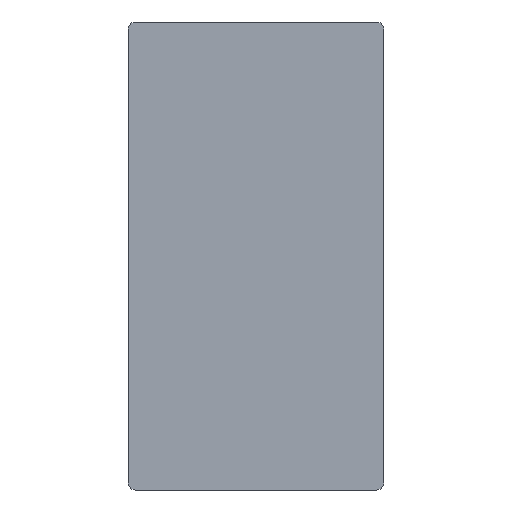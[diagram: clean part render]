
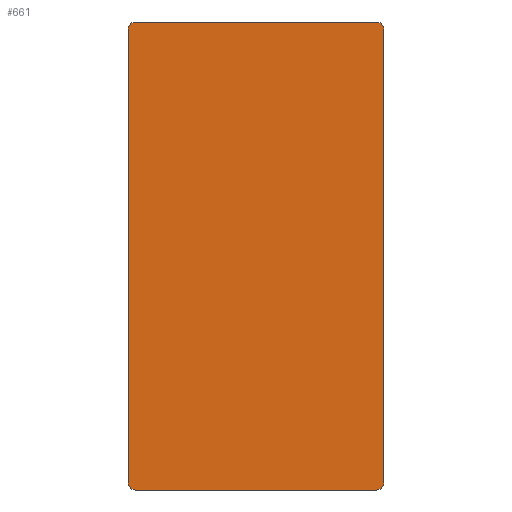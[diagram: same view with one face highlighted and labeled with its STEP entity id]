
A CAD part, front view. The second image highlights one B-rep face of the part: STEP entity #661.
In plain terms, the highlighted planar face has unit normal (0, -1, 0).
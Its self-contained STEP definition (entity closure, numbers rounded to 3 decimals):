
#19=CIRCLE('',#707,1.5);
#20=CIRCLE('',#710,1.5);
#21=CIRCLE('',#711,1.5);
#22=CIRCLE('',#712,1.5);
#81=FACE_OUTER_BOUND('',#125,.T.);
#125=EDGE_LOOP('',(#501,#502,#503,#504,#505,#506,#507,#508));
#197=LINE('',#1046,#260);
#200=LINE('',#1052,#263);
#201=LINE('',#1056,#264);
#202=LINE('',#1060,#265);
#260=VECTOR('',#831,10.);
#263=VECTOR('',#836,10.);
#264=VECTOR('',#839,10.);
#265=VECTOR('',#842,10.);
#316=VERTEX_POINT('',#1039);
#317=VERTEX_POINT('',#1041);
#318=VERTEX_POINT('',#1045);
#320=VERTEX_POINT('',#1051);
#321=VERTEX_POINT('',#1053);
#322=VERTEX_POINT('',#1055);
#323=VERTEX_POINT('',#1057);
#324=VERTEX_POINT('',#1059);
#386=EDGE_CURVE('',#316,#317,#19,.T.);
#388=EDGE_CURVE('',#318,#317,#197,.T.);
#391=EDGE_CURVE('',#316,#320,#200,.T.);
#392=EDGE_CURVE('',#321,#320,#20,.T.);
#393=EDGE_CURVE('',#321,#322,#201,.T.);
#394=EDGE_CURVE('',#323,#322,#21,.T.);
#395=EDGE_CURVE('',#323,#324,#202,.T.);
#396=EDGE_CURVE('',#318,#324,#22,.T.);
#501=ORIENTED_EDGE('',*,*,#386,.F.);
#502=ORIENTED_EDGE('',*,*,#391,.T.);
#503=ORIENTED_EDGE('',*,*,#392,.F.);
#504=ORIENTED_EDGE('',*,*,#393,.T.);
#505=ORIENTED_EDGE('',*,*,#394,.F.);
#506=ORIENTED_EDGE('',*,*,#395,.T.);
#507=ORIENTED_EDGE('',*,*,#396,.F.);
#508=ORIENTED_EDGE('',*,*,#388,.T.);
#632=PLANE('',#709);
#661=ADVANCED_FACE('',(#81),#632,.F.);
#707=AXIS2_PLACEMENT_3D('',#1042,#826,#827);
#709=AXIS2_PLACEMENT_3D('',#1050,#834,#835);
#710=AXIS2_PLACEMENT_3D('',#1054,#837,#838);
#711=AXIS2_PLACEMENT_3D('',#1058,#840,#841);
#712=AXIS2_PLACEMENT_3D('',#1061,#843,#844);
#826=DIRECTION('center_axis',(0.,1.,0.));
#827=DIRECTION('ref_axis',(-0.707,0.,0.707));
#831=DIRECTION('',(-1.,0.,0.));
#834=DIRECTION('center_axis',(0.,1.,0.));
#835=DIRECTION('ref_axis',(1.,0.,0.));
#836=DIRECTION('',(0.,0.,-1.));
#837=DIRECTION('center_axis',(0.,1.,0.));
#838=DIRECTION('ref_axis',(-0.707,0.,-0.707));
#839=DIRECTION('',(1.,0.,0.));
#840=DIRECTION('center_axis',(0.,1.,0.));
#841=DIRECTION('ref_axis',(0.707,0.,-0.707));
#842=DIRECTION('',(0.,0.,1.));
#843=DIRECTION('center_axis',(0.,1.,0.));
#844=DIRECTION('ref_axis',(0.707,0.,0.707));
#1039=CARTESIAN_POINT('',(0.,0.,97.5));
#1041=CARTESIAN_POINT('',(1.5,0.,99.));
#1042=CARTESIAN_POINT('Origin',(1.5,0.,97.5));
#1045=CARTESIAN_POINT('',(52.5,0.,99.));
#1046=CARTESIAN_POINT('',(54.,0.,99.));
#1050=CARTESIAN_POINT('Origin',(27.,0.,49.5));
#1051=CARTESIAN_POINT('',(0.,0.,1.5));
#1052=CARTESIAN_POINT('',(0.,0.,99.));
#1053=CARTESIAN_POINT('',(1.5,0.,0.));
#1054=CARTESIAN_POINT('Origin',(1.5,0.,1.5));
#1055=CARTESIAN_POINT('',(52.5,0.,0.));
#1056=CARTESIAN_POINT('',(0.,0.,0.));
#1057=CARTESIAN_POINT('',(54.,0.,1.5));
#1058=CARTESIAN_POINT('Origin',(52.5,0.,1.5));
#1059=CARTESIAN_POINT('',(54.,0.,97.5));
#1060=CARTESIAN_POINT('',(54.,0.,0.));
#1061=CARTESIAN_POINT('Origin',(52.5,0.,97.5));
